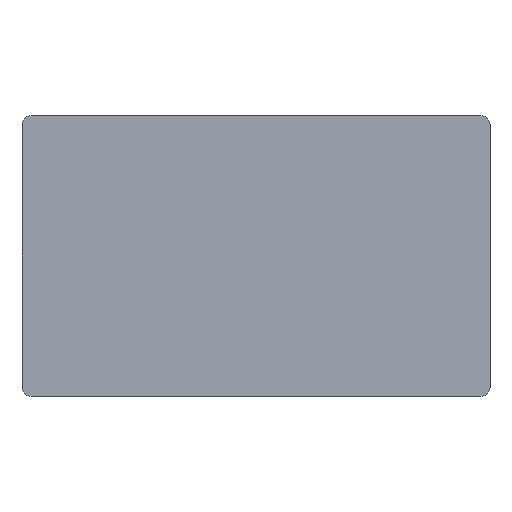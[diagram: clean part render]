
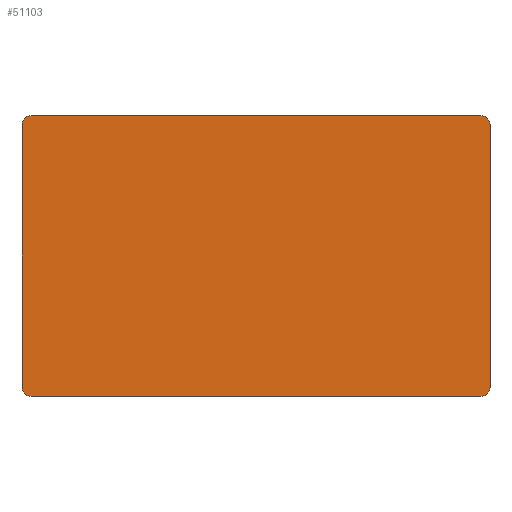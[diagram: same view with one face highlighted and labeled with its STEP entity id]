
A CAD part, front view. The second image highlights one B-rep face of the part: STEP entity #51103.
In plain terms, the highlighted face is planar.
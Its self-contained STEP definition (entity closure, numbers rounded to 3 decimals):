
#785 = DIRECTION ( 'NONE',  ( 1., 0., 0. ) ) ;
#4966 = DIRECTION ( 'NONE',  ( 0., 1., 0. ) ) ;
#5308 = VERTEX_POINT ( 'NONE', #13953 ) ;
#6134 = DIRECTION ( 'NONE',  ( 1., 0., 0. ) ) ;
#6574 = CIRCLE ( 'NONE', #72797, 10. ) ;
#8035 = ORIENTED_EDGE ( 'NONE', *, *, #50417, .T. ) ;
#8803 = EDGE_CURVE ( 'NONE', #66381, #12967, #63242, .T. ) ;
#11931 = VERTEX_POINT ( 'NONE', #81668 ) ;
#12069 = ORIENTED_EDGE ( 'NONE', *, *, #61734, .T. ) ;
#12967 = VERTEX_POINT ( 'NONE', #73825 ) ;
#13953 = CARTESIAN_POINT ( 'NONE',  ( 240., -150., 22. ) ) ;
#15153 = AXIS2_PLACEMENT_3D ( 'NONE', #24970, #76286, #785 ) ;
#18791 = DIRECTION ( 'NONE',  ( 1., 0., 0. ) ) ;
#21663 = DIRECTION ( 'NONE',  ( 1., 0., 0. ) ) ;
#23190 = VECTOR ( 'NONE', #4966, 1000. ) ;
#23484 = PLANE ( 'NONE',  #40541 ) ;
#24970 = CARTESIAN_POINT ( 'NONE',  ( 240., 140., 22. ) ) ;
#26221 = CARTESIAN_POINT ( 'NONE',  ( 250., 150., 22. ) ) ;
#27781 = CIRCLE ( 'NONE', #15153, 10. ) ;
#31135 = VERTEX_POINT ( 'NONE', #34442 ) ;
#32327 = ORIENTED_EDGE ( 'NONE', *, *, #65877, .T. ) ;
#34442 = CARTESIAN_POINT ( 'NONE',  ( -240., 150., 22. ) ) ;
#37084 = LINE ( 'NONE', #69123, #60805 ) ;
#37839 = CARTESIAN_POINT ( 'NONE',  ( 250., -140., 22. ) ) ;
#39791 = ORIENTED_EDGE ( 'NONE', *, *, #56868, .T. ) ;
#40541 = AXIS2_PLACEMENT_3D ( 'NONE', #91096, #83672, #67443 ) ;
#42653 = VERTEX_POINT ( 'NONE', #52772 ) ;
#45031 = ORIENTED_EDGE ( 'NONE', *, *, #74121, .T. ) ;
#49757 = VERTEX_POINT ( 'NONE', #66097 ) ;
#50336 = LINE ( 'NONE', #80417, #74575 ) ;
#50417 = EDGE_CURVE ( 'NONE', #5308, #66381, #89484, .T. ) ;
#51103 = ADVANCED_FACE ( 'NONE', ( #76775 ), #23484, .T. ) ;
#52772 = CARTESIAN_POINT ( 'NONE',  ( -240., -150., 22. ) ) ;
#55416 = LINE ( 'NONE', #77136, #80258 ) ;
#56313 = CARTESIAN_POINT ( 'NONE',  ( -240., -140., 22. ) ) ;
#56868 = EDGE_CURVE ( 'NONE', #49757, #31135, #37084, .T. ) ;
#56997 = DIRECTION ( 'NONE',  ( 0., 0., 1. ) ) ;
#57193 = EDGE_CURVE ( 'NONE', #12967, #49757, #27781, .T. ) ;
#58524 = CIRCLE ( 'NONE', #72697, 10. ) ;
#59936 = EDGE_LOOP ( 'NONE', ( #45031, #63582, #12069, #8035, #68309, #60346, #39791, #32327 ) ) ;
#60346 = ORIENTED_EDGE ( 'NONE', *, *, #57193, .T. ) ;
#60805 = VECTOR ( 'NONE', #90338, 1000. ) ;
#61734 = EDGE_CURVE ( 'NONE', #42653, #5308, #55416, .T. ) ;
#63242 = LINE ( 'NONE', #26221, #23190 ) ;
#63582 = ORIENTED_EDGE ( 'NONE', *, *, #95478, .T. ) ;
#65133 = CARTESIAN_POINT ( 'NONE',  ( -240., 140., 22. ) ) ;
#65877 = EDGE_CURVE ( 'NONE', #31135, #11931, #58524, .T. ) ;
#66097 = CARTESIAN_POINT ( 'NONE',  ( 240., 150., 22. ) ) ;
#66381 = VERTEX_POINT ( 'NONE', #37839 ) ;
#67443 = DIRECTION ( 'NONE',  ( 1., 0., 0. ) ) ;
#68309 = ORIENTED_EDGE ( 'NONE', *, *, #8803, .T. ) ;
#68520 = DIRECTION ( 'NONE',  ( 0., -1., 0. ) ) ;
#69123 = CARTESIAN_POINT ( 'NONE',  ( -250., 150., 22. ) ) ;
#72697 = AXIS2_PLACEMENT_3D ( 'NONE', #65133, #89270, #21663 ) ;
#72797 = AXIS2_PLACEMENT_3D ( 'NONE', #56313, #85886, #18791 ) ;
#73825 = CARTESIAN_POINT ( 'NONE',  ( 250., 140., 22. ) ) ;
#74121 = EDGE_CURVE ( 'NONE', #11931, #88580, #50336, .T. ) ;
#74575 = VECTOR ( 'NONE', #68520, 1000. ) ;
#76286 = DIRECTION ( 'NONE',  ( 0., 0., 1. ) ) ;
#76775 = FACE_OUTER_BOUND ( 'NONE', #59936, .T. ) ;
#77136 = CARTESIAN_POINT ( 'NONE',  ( -250., -150., 22. ) ) ;
#80258 = VECTOR ( 'NONE', #93391, 1000. ) ;
#80417 = CARTESIAN_POINT ( 'NONE',  ( -250., 150., 22. ) ) ;
#81668 = CARTESIAN_POINT ( 'NONE',  ( -250., 140., 22. ) ) ;
#82824 = CARTESIAN_POINT ( 'NONE',  ( -250., -140., 22. ) ) ;
#83672 = DIRECTION ( 'NONE',  ( 0., 0., 1. ) ) ;
#85886 = DIRECTION ( 'NONE',  ( 0., 0., 1. ) ) ;
#86103 = CARTESIAN_POINT ( 'NONE',  ( 240., -140., 22. ) ) ;
#88580 = VERTEX_POINT ( 'NONE', #82824 ) ;
#89270 = DIRECTION ( 'NONE',  ( 0., 0., 1. ) ) ;
#89484 = CIRCLE ( 'NONE', #94232, 10. ) ;
#90338 = DIRECTION ( 'NONE',  ( -1., 0., 0. ) ) ;
#91096 = CARTESIAN_POINT ( 'NONE',  ( 0., 0., 22. ) ) ;
#93391 = DIRECTION ( 'NONE',  ( 1., 0., 0. ) ) ;
#94232 = AXIS2_PLACEMENT_3D ( 'NONE', #86103, #56997, #6134 ) ;
#95478 = EDGE_CURVE ( 'NONE', #88580, #42653, #6574, .T. ) ;
